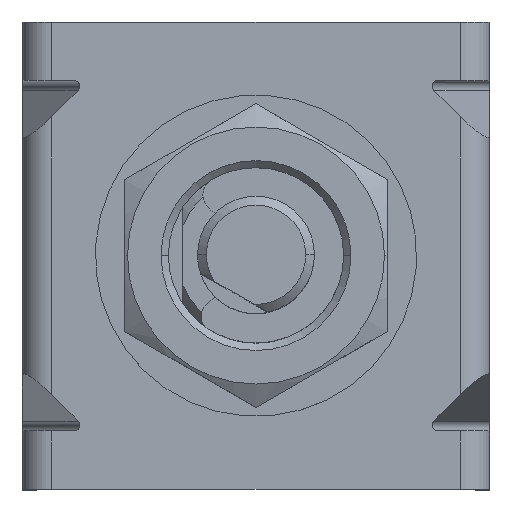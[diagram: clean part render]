
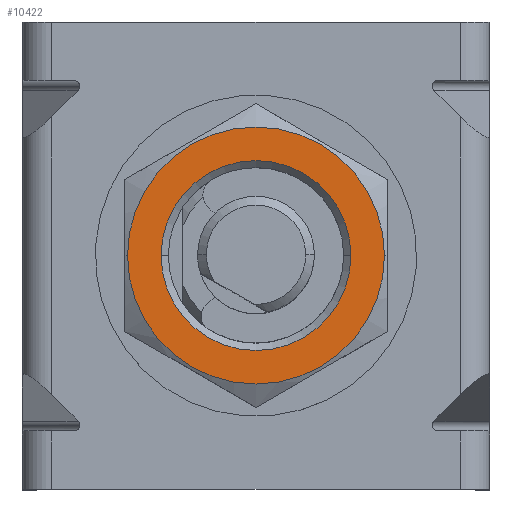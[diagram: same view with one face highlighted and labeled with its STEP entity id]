
A CAD part, top view. The second image highlights one B-rep face of the part: STEP entity #10422.
In plain terms, the highlighted planar face has unit normal (0, 0, 1).
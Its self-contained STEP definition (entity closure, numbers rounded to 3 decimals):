
#1143 = CARTESIAN_POINT ( 'NONE',  ( 0., 0., 2. ) ) ;
#1488 = ORIENTED_EDGE ( 'NONE', *, *, #6881, .F. ) ;
#1716 = VERTEX_POINT ( 'NONE', #14097 ) ;
#1832 = PLANE ( 'NONE',  #7460 ) ;
#1879 = CIRCLE ( 'NONE', #17566, 4.4 ) ;
#2041 = DIRECTION ( 'NONE',  ( 0., 0., -1. ) ) ;
#2237 = VERTEX_POINT ( 'NONE', #16364 ) ;
#3228 = CARTESIAN_POINT ( 'NONE',  ( 0., 0., 2. ) ) ;
#3614 = VERTEX_POINT ( 'NONE', #17407 ) ;
#4478 = DIRECTION ( 'NONE',  ( -1., 0., 0. ) ) ;
#5085 = ORIENTED_EDGE ( 'NONE', *, *, #17888, .F. ) ;
#5267 = FACE_BOUND ( 'NONE', #8614, .T. ) ;
#6264 = FACE_OUTER_BOUND ( 'NONE', #8894, .T. ) ;
#6808 = CIRCLE ( 'NONE', #9945, 3.25 ) ;
#6881 = EDGE_CURVE ( 'NONE', #2237, #3614, #1879, .T. ) ;
#7173 = DIRECTION ( 'NONE',  ( -1., 0., 0. ) ) ;
#7305 = DIRECTION ( 'NONE',  ( -1., 0., 0. ) ) ;
#7460 = AXIS2_PLACEMENT_3D ( 'NONE', #8625, #16984, #7305 ) ;
#7521 = CARTESIAN_POINT ( 'NONE',  ( 0., 0., 2. ) ) ;
#7812 = CIRCLE ( 'NONE', #7932, 3.25 ) ;
#7932 = AXIS2_PLACEMENT_3D ( 'NONE', #7521, #2041, #17259 ) ;
#8136 = DIRECTION ( 'NONE',  ( 1., 0., 0. ) ) ;
#8315 = DIRECTION ( 'NONE',  ( 0., 0., -1. ) ) ;
#8614 = EDGE_LOOP ( 'NONE', ( #15419, #17579 ) ) ;
#8625 = CARTESIAN_POINT ( 'NONE',  ( -4.5, -2.598, 2. ) ) ;
#8894 = EDGE_LOOP ( 'NONE', ( #5085, #1488 ) ) ;
#9217 = VERTEX_POINT ( 'NONE', #11589 ) ;
#9870 = CARTESIAN_POINT ( 'NONE',  ( 0., 0., 2. ) ) ;
#9945 = AXIS2_PLACEMENT_3D ( 'NONE', #1143, #8315, #8136 ) ;
#10422 = ADVANCED_FACE ( 'NONE', ( #6264, #5267 ), #1832, .F. ) ;
#11354 = DIRECTION ( 'NONE',  ( 0., 0., -1. ) ) ;
#11589 = CARTESIAN_POINT ( 'NONE',  ( 3.25, 0., 2. ) ) ;
#12264 = EDGE_CURVE ( 'NONE', #9217, #1716, #7812, .T. ) ;
#13464 = AXIS2_PLACEMENT_3D ( 'NONE', #9870, #14066, #7173 ) ;
#14066 = DIRECTION ( 'NONE',  ( 0., 0., -1. ) ) ;
#14097 = CARTESIAN_POINT ( 'NONE',  ( -3.25, 0., 2. ) ) ;
#15419 = ORIENTED_EDGE ( 'NONE', *, *, #12264, .T. ) ;
#16364 = CARTESIAN_POINT ( 'NONE',  ( 4.4, 0., 2. ) ) ;
#16984 = DIRECTION ( 'NONE',  ( 0., 0., -1. ) ) ;
#17163 = EDGE_CURVE ( 'NONE', #1716, #9217, #6808, .T. ) ;
#17226 = CIRCLE ( 'NONE', #13464, 4.4 ) ;
#17259 = DIRECTION ( 'NONE',  ( 1., 0., 0. ) ) ;
#17407 = CARTESIAN_POINT ( 'NONE',  ( -4.4, 0., 2. ) ) ;
#17566 = AXIS2_PLACEMENT_3D ( 'NONE', #3228, #11354, #4478 ) ;
#17579 = ORIENTED_EDGE ( 'NONE', *, *, #17163, .T. ) ;
#17888 = EDGE_CURVE ( 'NONE', #3614, #2237, #17226, .T. ) ;
